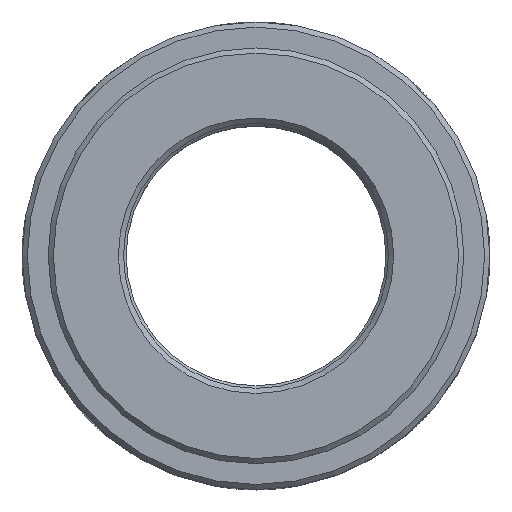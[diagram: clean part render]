
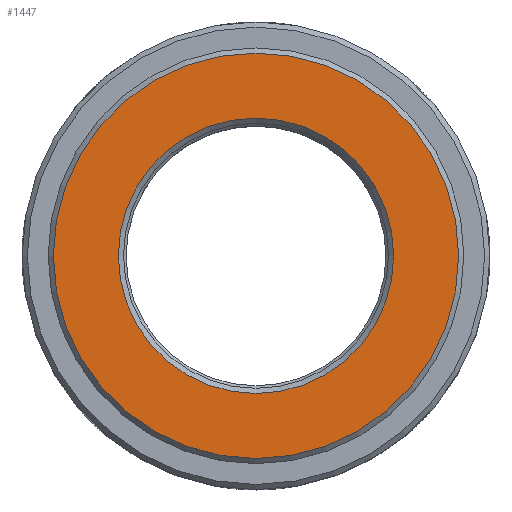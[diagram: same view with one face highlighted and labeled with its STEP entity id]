
A CAD part, top view. The second image highlights one B-rep face of the part: STEP entity #1447.
In plain terms, the highlighted planar face has unit normal (0, 0, 1).
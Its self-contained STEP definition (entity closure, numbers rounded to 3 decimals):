
#1 = AXIS2_PLACEMENT_3D ( 'NONE', #409, #412, #413 ) ;
#3 = EDGE_CURVE ( 'NONE', #1370, #1370, #270, .T. ) ;
#12 = EDGE_CURVE ( 'NONE', #1384, #1384, #277, .T. ) ;
#48 = AXIS2_PLACEMENT_3D ( 'NONE', #426, #433, #434 ) ;
#69 = AXIS2_PLACEMENT_3D ( 'NONE', #1270, #1272, #1273 ) ;
#122 = FACE_BOUND ( 'NONE', #256, .T. ) ;
#126 = ORIENTED_EDGE ( 'NONE', *, *, #12, .F. ) ;
#129 = ORIENTED_EDGE ( 'NONE', *, *, #3, .T. ) ;
#256 = EDGE_LOOP ( 'NONE', ( #129 ) ) ;
#266 = EDGE_LOOP ( 'NONE', ( #126 ) ) ;
#270 = CIRCLE ( 'NONE', #1, 13.25 ) ;
#277 = CIRCLE ( 'NONE', #48, 19.5 ) ;
#294 = FACE_OUTER_BOUND ( 'NONE', #266, .T. ) ;
#409 = CARTESIAN_POINT ( 'NONE',  ( 0., 0., 10. ) ) ;
#412 = DIRECTION ( 'NONE',  ( 0., 0., -1. ) ) ;
#413 = DIRECTION ( 'NONE',  ( 0., -1., 0. ) ) ;
#426 = CARTESIAN_POINT ( 'NONE',  ( 0., 0., 10. ) ) ;
#433 = DIRECTION ( 'NONE',  ( 0., 0., -1. ) ) ;
#434 = DIRECTION ( 'NONE',  ( 0., 1., 0. ) ) ;
#1270 = CARTESIAN_POINT ( 'NONE',  ( 0., 20., 10. ) ) ;
#1271 = PLANE ( 'NONE',  #69 ) ;
#1272 = DIRECTION ( 'NONE',  ( 0., 0., -1. ) ) ;
#1273 = DIRECTION ( 'NONE',  ( 0., 1., 0. ) ) ;
#1370 = VERTEX_POINT ( 'NONE', #1371 ) ;
#1371 = CARTESIAN_POINT ( 'NONE',  ( 0., -13.25, 10. ) ) ;
#1384 = VERTEX_POINT ( 'NONE', #1385 ) ;
#1385 = CARTESIAN_POINT ( 'NONE',  ( 0., 19.5, 10. ) ) ;
#1447 = ADVANCED_FACE ( 'NONE', ( #294, #122 ), #1271, .F. ) ;
